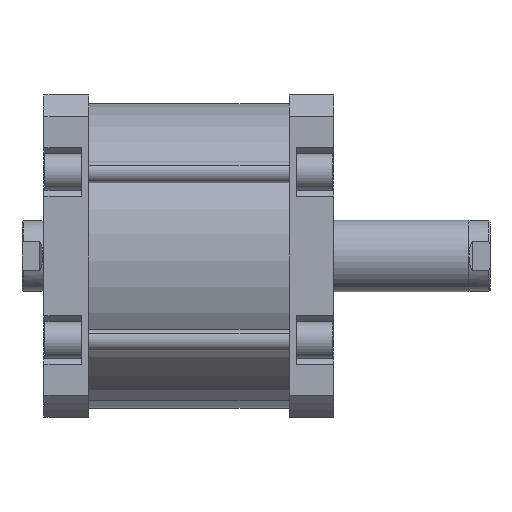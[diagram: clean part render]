
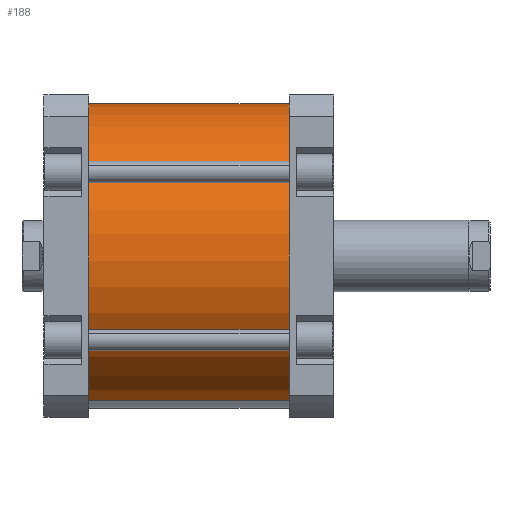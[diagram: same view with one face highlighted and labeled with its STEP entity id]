
A CAD part, front view. The second image highlights one B-rep face of the part: STEP entity #188.
In plain terms, the highlighted cylindrical face has radius 85 mm (diameter 170 mm), a partial arc.
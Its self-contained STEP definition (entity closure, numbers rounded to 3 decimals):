
#188 = ADVANCED_FACE ( 'NONE', ( #4129 ), #4132, .T. ) ;
#372 = VERTEX_POINT ( 'NONE', #1742 ) ;
#377 = VERTEX_POINT ( 'NONE', #1747 ) ;
#380 = VERTEX_POINT ( 'NONE', #1750 ) ;
#405 = VERTEX_POINT ( 'NONE', #1775 ) ;
#1393 = DIRECTION ( 'NONE',  ( -1., 0., 0. ) ) ;
#1394 = DIRECTION ( 'NONE',  ( 0., 0., -1. ) ) ;
#1395 = CARTESIAN_POINT ( 'NONE',  ( 0., 0., 112. ) ) ;
#1742 = CARTESIAN_POINT ( 'NONE',  ( -85., 0., 0. ) ) ;
#1747 = CARTESIAN_POINT ( 'NONE',  ( 85., 0., 0. ) ) ;
#1750 = CARTESIAN_POINT ( 'NONE',  ( 85., 0., 112. ) ) ;
#1775 = CARTESIAN_POINT ( 'NONE',  ( -85., 0., 112. ) ) ;
#2104 = EDGE_LOOP ( 'NONE', ( #3657, #3652, #3651, #3649 ) ) ;
#2782 = EDGE_CURVE ( 'NONE', #380, #377, #4857, .T. ) ;
#2788 = EDGE_CURVE ( 'NONE', #372, #377, #4872, .T. ) ;
#2789 = EDGE_CURVE ( 'NONE', #405, #372, #4871, .T. ) ;
#2790 = EDGE_CURVE ( 'NONE', #405, #380, #4874, .T. ) ;
#3015 = AXIS2_PLACEMENT_3D ( 'NONE', #1395, #1394, #1393 ) ;
#3233 = AXIS2_PLACEMENT_3D ( 'NONE', #5801, #5808, #5809 ) ;
#3235 = AXIS2_PLACEMENT_3D ( 'NONE', #5810, #5813, #5814 ) ;
#3649 = ORIENTED_EDGE ( 'NONE', *, *, #2788, .T. ) ;
#3651 = ORIENTED_EDGE ( 'NONE', *, *, #2789, .T. ) ;
#3652 = ORIENTED_EDGE ( 'NONE', *, *, #2790, .F. ) ;
#3657 = ORIENTED_EDGE ( 'NONE', *, *, #2782, .F. ) ;
#4129 = FACE_OUTER_BOUND ( 'NONE', #2104, .T. ) ;
#4132 = CYLINDRICAL_SURFACE ( 'NONE', #3015, 85. ) ;
#4852 = VECTOR ( 'NONE', #5790, 1000. ) ;
#4857 = LINE ( 'NONE', #5789, #4852 ) ;
#4867 = VECTOR ( 'NONE', #5811, 1000. ) ;
#4871 = LINE ( 'NONE', #5804, #4867 ) ;
#4872 = CIRCLE ( 'NONE', #3233, 85. ) ;
#4874 = CIRCLE ( 'NONE', #3235, 85. ) ;
#5789 = CARTESIAN_POINT ( 'NONE',  ( 85., 0., 112. ) ) ;
#5790 = DIRECTION ( 'NONE',  ( 0., 0., -1. ) ) ;
#5801 = CARTESIAN_POINT ( 'NONE',  ( 0., 0., 0. ) ) ;
#5804 = CARTESIAN_POINT ( 'NONE',  ( -85., 0., 112. ) ) ;
#5808 = DIRECTION ( 'NONE',  ( 0., 0., 1. ) ) ;
#5809 = DIRECTION ( 'NONE',  ( 1., 0., 0. ) ) ;
#5810 = CARTESIAN_POINT ( 'NONE',  ( 0., 0., 112. ) ) ;
#5811 = DIRECTION ( 'NONE',  ( 0., 0., -1. ) ) ;
#5813 = DIRECTION ( 'NONE',  ( 0., 0., 1. ) ) ;
#5814 = DIRECTION ( 'NONE',  ( 1., 0., 0. ) ) ;
